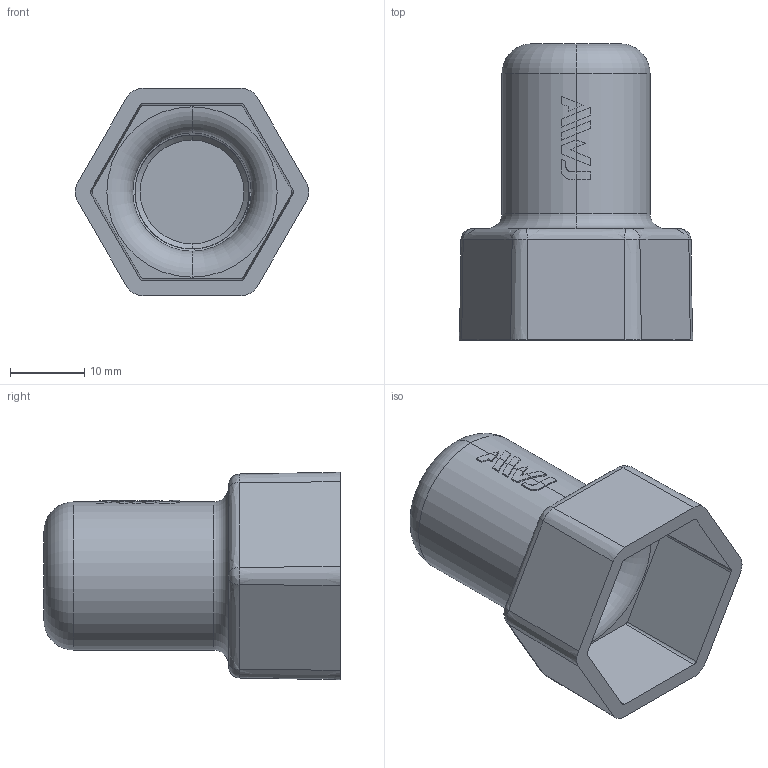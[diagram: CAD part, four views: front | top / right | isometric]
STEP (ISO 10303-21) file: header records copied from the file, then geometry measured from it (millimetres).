
FILE_DESCRIPTION(('STEP AP203'),'1');
FILE_NAME('.step','2024-11-29T09:18:12',(' '),(' '),'Spatial InterOp 3D',' ',' ');
FILE_SCHEMA(('CONFIG_CONTROL_DESIGN'));
Length unit declared in the file: millimetre
Products named in the file (1): 1
Bounding box: 31.57 x 40 x 28.02 mm (x, y, z)
Volume: 6219.1 mm3; surface area: 6521.7 mm2
Topology: 6 solids, 6 shells, 161 faces, 417 edges, 270 vertices
Faces by surface type: plane 77, cylinder 48, cone 16, bspline 14, torus 6
Entity records: 42242 total; most frequent: CARTESIAN_POINT 38291, ORIENTED_EDGE 834, DIRECTION 818, EDGE_CURVE 417, AXIS2_PLACEMENT_3D 327, VERTEX_POINT 270, LINE 164, VECTOR 164
